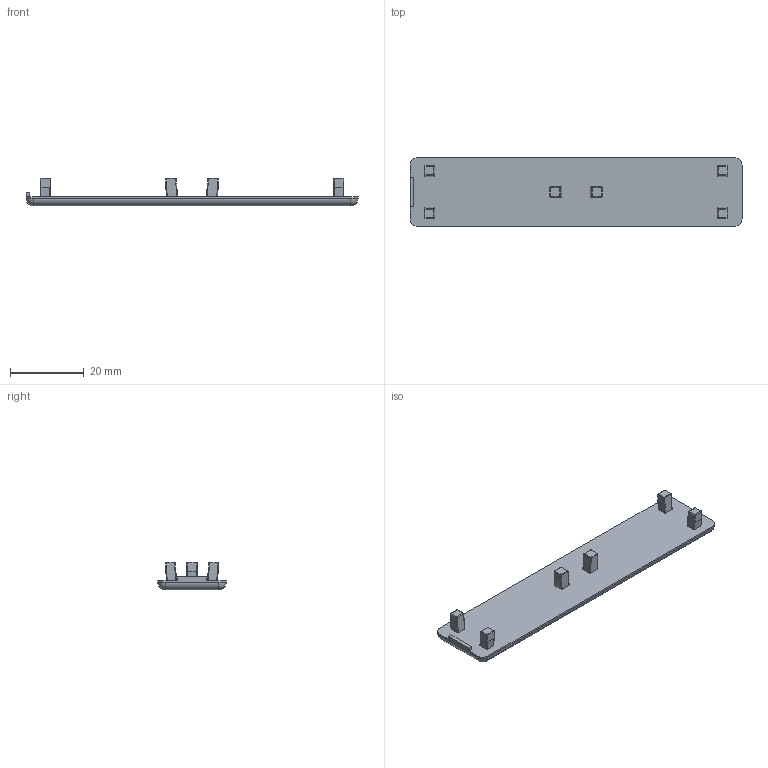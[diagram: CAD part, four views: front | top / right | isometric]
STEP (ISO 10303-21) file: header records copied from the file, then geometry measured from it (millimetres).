
FILE_DESCRIPTION(/* description */ (''),/* implementation_level */ '2;1');
FILE_NAME(/* name */ '221890.stp',/* time_stamp */ '2022-10-05T08:39:19+02:00',/* author */ ('aluteckkpl_am'),/* organization */ (''),/* preprocessor_version */ 'ST-DEVELOPER v18.1',/* originating_system */ 'Autodesk Inventor 2021',/* authorisation */ '');
FILE_SCHEMA (('CONFIG_CONTROL_DESIGN'));
Length unit declared in the file: millimetre
Products named in the file (2): 221890-ZP; 221890
Assembly tree (1 placements, depth 2):
  221890-ZP
    221890
Bounding box: 90 x 18.5 x 7.5 mm (x, y, z)
Volume: 4211.7 mm3; surface area: 4005.2 mm2
Topology: 1 solids, 1 shells, 140 faces, 330 edges, 171 vertices
Faces by surface type: cylinder 67, plane 46, sphere 27
Entity records: 3792 total; most frequent: DIRECTION 711, CARTESIAN_POINT 617, ORIENTED_EDGE 606, EDGE_CURVE 303, AXIS2_PLACEMENT_3D 265, LINE 181, VECTOR 181, VERTEX_POINT 171
